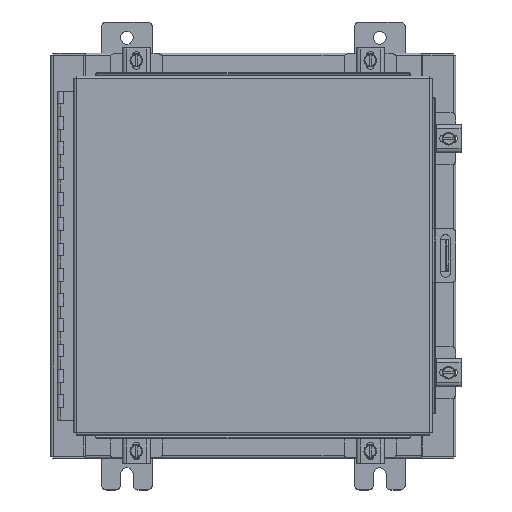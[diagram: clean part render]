
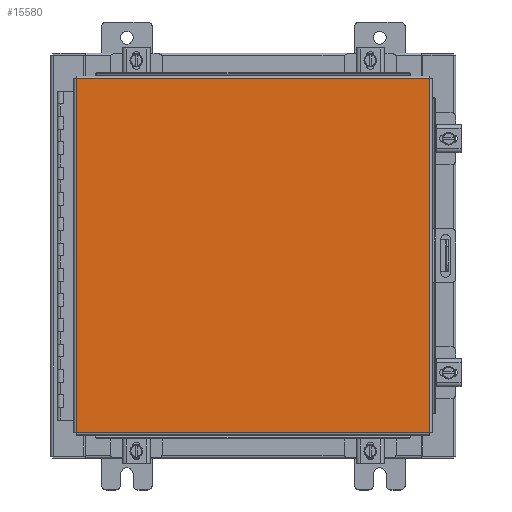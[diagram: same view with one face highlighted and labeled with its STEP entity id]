
A CAD part, top view. The second image highlights one B-rep face of the part: STEP entity #15580.
In plain terms, the highlighted planar face has unit normal (0, 0, 1).
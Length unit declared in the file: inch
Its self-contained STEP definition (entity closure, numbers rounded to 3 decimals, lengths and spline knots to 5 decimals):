
#764 = VECTOR ( 'NONE', #1683, 39.37008 ) ;
#771 = ORIENTED_EDGE ( 'NONE', *, *, #1536, .T. ) ;
#1124 = LINE ( 'NONE', #8447, #5832 ) ;
#1455 = CARTESIAN_POINT ( 'NONE',  ( -6.9903, 7.0063, 0. ) ) ;
#1536 = EDGE_CURVE ( 'NONE', #18403, #13566, #1124, .T. ) ;
#1683 = DIRECTION ( 'NONE',  ( 1., 0., 0. ) ) ;
#2902 = ORIENTED_EDGE ( 'NONE', *, *, #13648, .T. ) ;
#3278 = LINE ( 'NONE', #15419, #13342 ) ;
#3750 = PLANE ( 'NONE',  #9124 ) ;
#4439 = DIRECTION ( 'NONE',  ( 0., 1., 0. ) ) ;
#5832 = VECTOR ( 'NONE', #4439, 39.37008 ) ;
#7103 = CARTESIAN_POINT ( 'NONE',  ( 6.9903, -7.0063, 0. ) ) ;
#8447 = CARTESIAN_POINT ( 'NONE',  ( 6.9903, -7.0063, 0. ) ) ;
#9098 = CARTESIAN_POINT ( 'NONE',  ( 6.9903, 7.0063, 0. ) ) ;
#9124 = AXIS2_PLACEMENT_3D ( 'NONE', #21897, #23933, #11825 ) ;
#9422 = VECTOR ( 'NONE', #20073, 39.37008 ) ;
#10754 = EDGE_LOOP ( 'NONE', ( #19527, #771, #11082, #2902 ) ) ;
#11082 = ORIENTED_EDGE ( 'NONE', *, *, #21124, .T. ) ;
#11825 = DIRECTION ( 'NONE',  ( -1., 0., 0. ) ) ;
#13342 = VECTOR ( 'NONE', #17466, 39.37008 ) ;
#13566 = VERTEX_POINT ( 'NONE', #9098 ) ;
#13648 = EDGE_CURVE ( 'NONE', #13667, #15992, #3278, .T. ) ;
#13667 = VERTEX_POINT ( 'NONE', #1455 ) ;
#13718 = CARTESIAN_POINT ( 'NONE',  ( -6.9903, -7.0063, 0. ) ) ;
#14670 = FACE_OUTER_BOUND ( 'NONE', #10754, .T. ) ;
#14751 = LINE ( 'NONE', #24049, #9422 ) ;
#15419 = CARTESIAN_POINT ( 'NONE',  ( -6.9903, 7.0063, 0. ) ) ;
#15580 = ADVANCED_FACE ( 'NONE', ( #14670 ), #3750, .F. ) ;
#15992 = VERTEX_POINT ( 'NONE', #17436 ) ;
#16183 = LINE ( 'NONE', #13718, #764 ) ;
#17436 = CARTESIAN_POINT ( 'NONE',  ( -6.9903, -7.0063, 0. ) ) ;
#17466 = DIRECTION ( 'NONE',  ( 0., -1., 0. ) ) ;
#18029 = EDGE_CURVE ( 'NONE', #15992, #18403, #16183, .T. ) ;
#18403 = VERTEX_POINT ( 'NONE', #7103 ) ;
#19527 = ORIENTED_EDGE ( 'NONE', *, *, #18029, .T. ) ;
#20073 = DIRECTION ( 'NONE',  ( -1., 0., 0. ) ) ;
#21124 = EDGE_CURVE ( 'NONE', #13566, #13667, #14751, .T. ) ;
#21897 = CARTESIAN_POINT ( 'NONE',  ( 0., 0., 0. ) ) ;
#23933 = DIRECTION ( 'NONE',  ( 0., 0., -1. ) ) ;
#24049 = CARTESIAN_POINT ( 'NONE',  ( 6.9903, 7.0063, 0. ) ) ;
